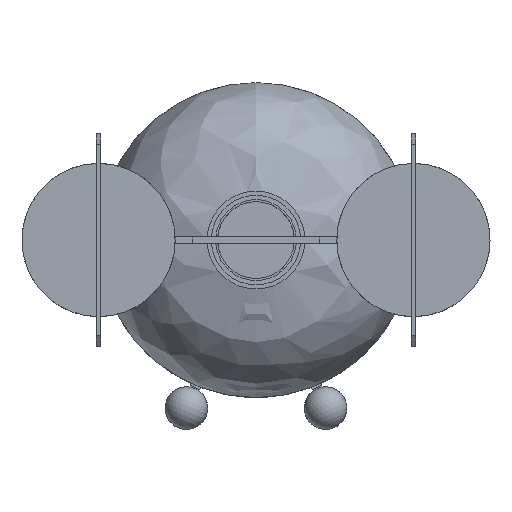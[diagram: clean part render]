
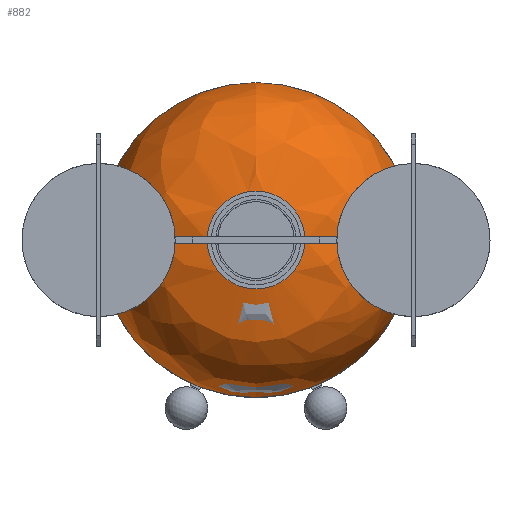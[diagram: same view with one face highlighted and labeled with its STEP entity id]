
A CAD part, left-side view. The second image highlights one B-rep face of the part: STEP entity #882.
In plain terms, the highlighted free-form (B-spline) face has degree [3, 3] with [4, 7] control points.
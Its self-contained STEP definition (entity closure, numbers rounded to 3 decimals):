
#845=(
BOUNDED_SURFACE()
B_SPLINE_SURFACE(3,3,((#2769,#2770,#2771,#2772,#2773,#2774,#2775),(#2776,
#2777,#2778,#2779,#2780,#2781,#2782),(#2783,#2784,#2785,#2786,#2787,#2788,
#2789),(#2790,#2791,#2792,#2793,#2794,#2795,#2796)),.UNSPECIFIED.,.F.,.T.,
.F.)
B_SPLINE_SURFACE_WITH_KNOTS((4,4),(1,3,3,3,1),(0.,1.),(-0.5,0.,0.5,1.,1.5),
.UNSPECIFIED.)
GEOMETRIC_REPRESENTATION_ITEM()
RATIONAL_B_SPLINE_SURFACE(((1.,0.333,0.333,1.,0.333,
0.333,1.),(0.805,0.268,0.268,
0.805,0.268,0.268,0.805),
(0.805,0.268,0.268,0.805,
0.268,0.268,0.805),(1.,0.333,
0.333,1.,0.333,0.333,1.)))
REPRESENTATION_ITEM('')
SURFACE()
);
#882=ADVANCED_FACE('',(#1060,#1061),#845,.T.);
#1060=FACE_BOUND('',#1217,.T.);
#1061=FACE_BOUND('',#1218,.T.);
#1217=EDGE_LOOP('',(#1369));
#1218=EDGE_LOOP('',(#1370));
#1369=ORIENTED_EDGE('',*,*,#1838,.F.);
#1370=ORIENTED_EDGE('',*,*,#1848,.T.);
#1705=VERTEX_POINT('',#2739);
#1715=VERTEX_POINT('',#2767);
#1838=EDGE_CURVE('',#1705,#1705,#2015,.T.);
#1848=EDGE_CURVE('',#1715,#1715,#2025,.T.);
#2015=CIRCLE('',#2082,23.);
#2025=CIRCLE('',#2100,74.);
#2082=AXIS2_PLACEMENT_3D('',#2738,#2265,#2266);
#2100=AXIS2_PLACEMENT_3D('',#2766,#2301,#2302);
#2265=DIRECTION('',(-1.,0.,0.));
#2266=DIRECTION('',(0.,0.,1.));
#2301=DIRECTION('',(-1.,0.,0.));
#2302=DIRECTION('',(0.,0.,1.));
#2738=CARTESIAN_POINT('',(-130.,0.,0.));
#2739=CARTESIAN_POINT('',(-130.,0.,23.));
#2766=CARTESIAN_POINT('',(-79.,0.,0.));
#2767=CARTESIAN_POINT('',(-79.,0.,74.));
#2769=CARTESIAN_POINT('',(-130.,0.,23.));
#2770=CARTESIAN_POINT('',(-130.,46.,23.));
#2771=CARTESIAN_POINT('',(-130.,46.,-23.));
#2772=CARTESIAN_POINT('',(-130.,0.,-23.));
#2773=CARTESIAN_POINT('',(-130.,-46.,-23.));
#2774=CARTESIAN_POINT('',(-130.,-46.,23.));
#2775=CARTESIAN_POINT('',(-130.,0.,23.));
#2776=CARTESIAN_POINT('',(-130.,0.,52.875));
#2777=CARTESIAN_POINT('',(-130.,105.75,52.875));
#2778=CARTESIAN_POINT('',(-130.,105.75,-52.875));
#2779=CARTESIAN_POINT('',(-130.,0.,-52.875));
#2780=CARTESIAN_POINT('',(-130.,-105.75,-52.875));
#2781=CARTESIAN_POINT('',(-130.,-105.75,52.875));
#2782=CARTESIAN_POINT('',(-130.,0.,52.875));
#2783=CARTESIAN_POINT('',(-108.875,0.,74.));
#2784=CARTESIAN_POINT('',(-108.875,148.,74.));
#2785=CARTESIAN_POINT('',(-108.875,148.,-74.));
#2786=CARTESIAN_POINT('',(-108.875,0.,-74.));
#2787=CARTESIAN_POINT('',(-108.875,-148.,-74.));
#2788=CARTESIAN_POINT('',(-108.875,-148.,74.));
#2789=CARTESIAN_POINT('',(-108.875,0.,74.));
#2790=CARTESIAN_POINT('',(-79.,0.,74.));
#2791=CARTESIAN_POINT('',(-79.,148.,74.));
#2792=CARTESIAN_POINT('',(-79.,148.,-74.));
#2793=CARTESIAN_POINT('',(-79.,0.,-74.));
#2794=CARTESIAN_POINT('',(-79.,-148.,-74.));
#2795=CARTESIAN_POINT('',(-79.,-148.,74.));
#2796=CARTESIAN_POINT('',(-79.,0.,74.));
